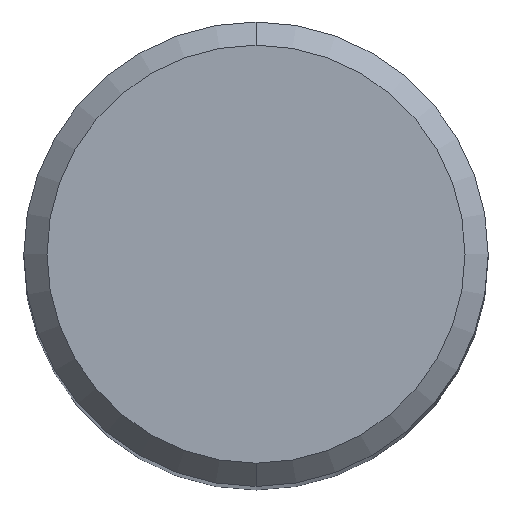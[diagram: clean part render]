
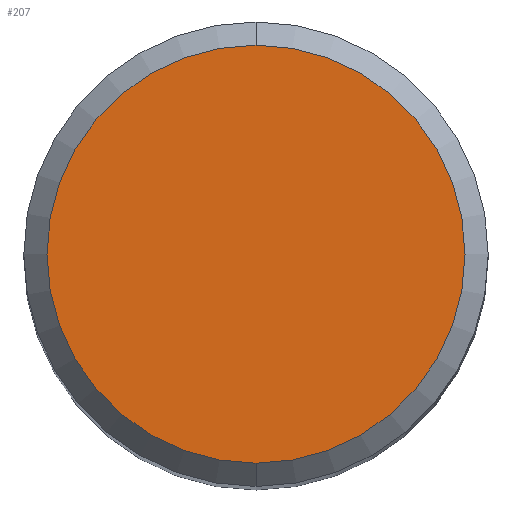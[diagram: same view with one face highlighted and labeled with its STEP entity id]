
A CAD part, top view. The second image highlights one B-rep face of the part: STEP entity #207.
In plain terms, the highlighted planar face has unit normal (0, 0, 1).
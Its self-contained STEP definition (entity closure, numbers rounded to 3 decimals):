
#99=VERTEX_POINT('',#250);
#153=EDGE_CURVE('',#165,#99,#311,.T.);
#165=VERTEX_POINT('',#323);
#181=EDGE_CURVE('',#99,#165,#341,.T.);
#207=ADVANCED_FACE('',(#370),#371,.T.);
#250=CARTESIAN_POINT('',(0.0,3.6,0.0));
#311=CIRCLE('',#486,3.6);
#323=CARTESIAN_POINT('',(0.,-3.6,0.0));
#341=CIRCLE('',#528,3.6);
#370=FACE_OUTER_BOUND('',#566,.T.);
#371=PLANE('',#567);
#486=AXIS2_PLACEMENT_3D('',#681,#682,#683);
#528=AXIS2_PLACEMENT_3D('',#717,#718,#719);
#566=EDGE_LOOP('',(#751,#752));
#567=AXIS2_PLACEMENT_3D('',#753,#754,#755);
#681=CARTESIAN_POINT('',(0.0,0.0,0.0));
#682=DIRECTION('',(0.0,0.0,-1.0));
#683=DIRECTION('',(0.0,1.0,0.0));
#717=CARTESIAN_POINT('',(0.0,0.0,0.0));
#718=DIRECTION('',(0.0,0.0,-1.0));
#719=DIRECTION('',(0.0,1.0,0.0));
#751=ORIENTED_EDGE('',*,*,#181,.F.);
#752=ORIENTED_EDGE('',*,*,#153,.F.);
#753=CARTESIAN_POINT('',(0.0,1.8,0.0));
#754=DIRECTION('',(-0.0,0.0,1.0));
#755=DIRECTION('',(0.0,-1.0,0.0));
